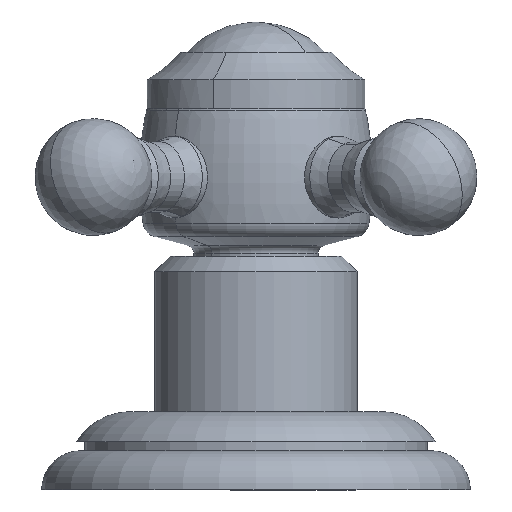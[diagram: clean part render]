
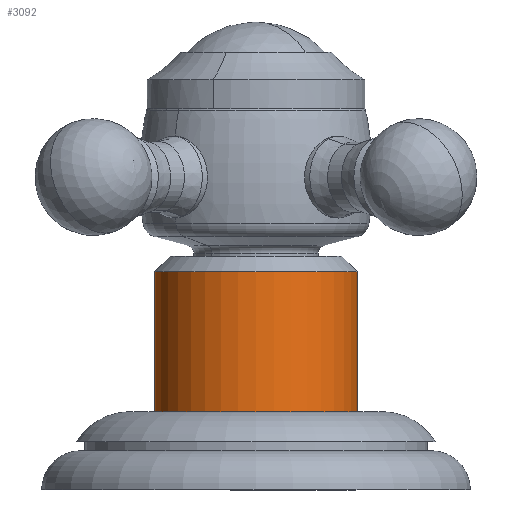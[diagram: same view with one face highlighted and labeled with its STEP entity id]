
A CAD part, left-side view. The second image highlights one B-rep face of the part: STEP entity #3092.
In plain terms, the highlighted cylindrical face has radius 13 mm (diameter 26 mm), a partial arc.
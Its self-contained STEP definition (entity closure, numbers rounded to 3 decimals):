
#295 = CYLINDRICAL_SURFACE ( 'NONE', #1728, 13. ) ;
#342 = ORIENTED_EDGE ( 'NONE', *, *, #2875, .T. ) ;
#377 = FACE_OUTER_BOUND ( 'NONE', #1891, .T. ) ;
#452 = ORIENTED_EDGE ( 'NONE', *, *, #1813, .T. ) ;
#461 = LINE ( 'NONE', #3649, #3393 ) ;
#582 = CARTESIAN_POINT ( 'NONE',  ( 0., 83.01, 0. ) ) ;
#750 = CARTESIAN_POINT ( 'NONE',  ( 0., 0., 13. ) ) ;
#761 = CIRCLE ( 'NONE', #1048, 13. ) ;
#829 = VECTOR ( 'NONE', #1067, 1000. ) ;
#971 = CIRCLE ( 'NONE', #3557, 13. ) ;
#1030 = DIRECTION ( 'NONE',  ( 0., 1., 0. ) ) ;
#1046 = EDGE_CURVE ( 'NONE', #1109, #1330, #761, .T. ) ;
#1048 = AXIS2_PLACEMENT_3D ( 'NONE', #2723, #1030, #3016 ) ;
#1067 = DIRECTION ( 'NONE',  ( 0., 1., 0. ) ) ;
#1103 = DIRECTION ( 'NONE',  ( 0., 1., 0. ) ) ;
#1109 = VERTEX_POINT ( 'NONE', #1384 ) ;
#1330 = VERTEX_POINT ( 'NONE', #750 ) ;
#1384 = CARTESIAN_POINT ( 'NONE',  ( 0., 0., -13. ) ) ;
#1455 = CARTESIAN_POINT ( 'NONE',  ( 0., 28., 0. ) ) ;
#1722 = DIRECTION ( 'NONE',  ( 0., 0., 1. ) ) ;
#1728 = AXIS2_PLACEMENT_3D ( 'NONE', #582, #2278, #2555 ) ;
#1813 = EDGE_CURVE ( 'NONE', #2959, #2682, #971, .T. ) ;
#1891 = EDGE_LOOP ( 'NONE', ( #2134, #3256, #342, #452 ) ) ;
#2134 = ORIENTED_EDGE ( 'NONE', *, *, #3051, .F. ) ;
#2278 = DIRECTION ( 'NONE',  ( 0., 1., 0. ) ) ;
#2485 = CARTESIAN_POINT ( 'NONE',  ( 0., 28., 13. ) ) ;
#2555 = DIRECTION ( 'NONE',  ( 0., 0., 1. ) ) ;
#2682 = VERTEX_POINT ( 'NONE', #2969 ) ;
#2723 = CARTESIAN_POINT ( 'NONE',  ( 0., 0., 0. ) ) ;
#2757 = CARTESIAN_POINT ( 'NONE',  ( 0., 83.01, 13. ) ) ;
#2875 = EDGE_CURVE ( 'NONE', #1330, #2959, #3087, .T. ) ;
#2959 = VERTEX_POINT ( 'NONE', #2485 ) ;
#2969 = CARTESIAN_POINT ( 'NONE',  ( 0., 28., -13. ) ) ;
#3016 = DIRECTION ( 'NONE',  ( 0., 0., 1. ) ) ;
#3051 = EDGE_CURVE ( 'NONE', #1109, #2682, #461, .T. ) ;
#3087 = LINE ( 'NONE', #2757, #829 ) ;
#3092 = ADVANCED_FACE ( 'NONE', ( #377 ), #295, .T. ) ;
#3256 = ORIENTED_EDGE ( 'NONE', *, *, #1046, .T. ) ;
#3393 = VECTOR ( 'NONE', #1103, 1000. ) ;
#3416 = DIRECTION ( 'NONE',  ( 0., -1., 0. ) ) ;
#3557 = AXIS2_PLACEMENT_3D ( 'NONE', #1455, #3416, #1722 ) ;
#3649 = CARTESIAN_POINT ( 'NONE',  ( 0., 83.01, -13. ) ) ;
